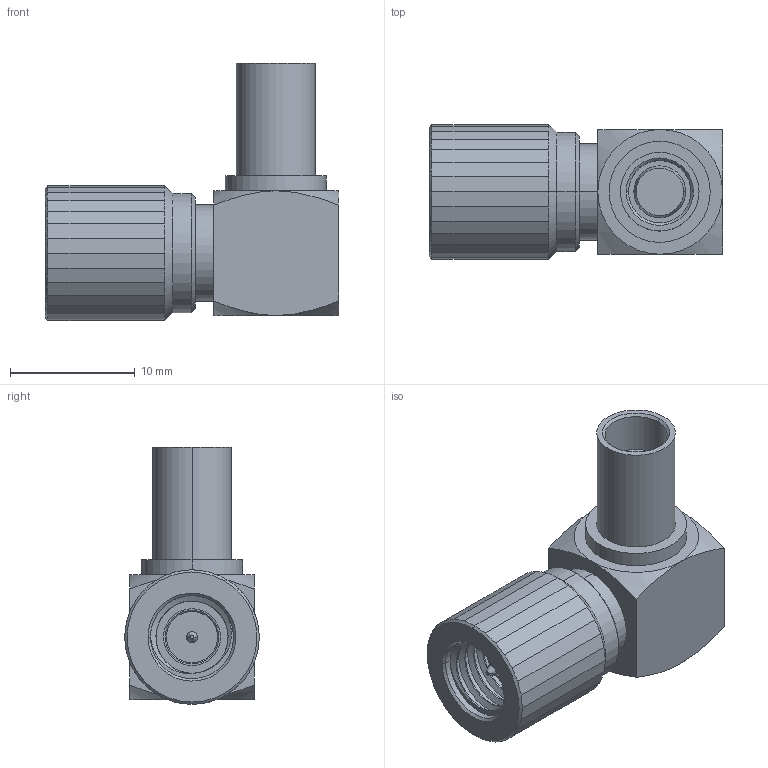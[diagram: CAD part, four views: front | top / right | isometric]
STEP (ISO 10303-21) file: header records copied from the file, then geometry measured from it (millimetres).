
FILE_DESCRIPTION((''),'2;1');
FILE_NAME('2','2021-08-26T',('Administrator'),(''),'PRO/ENGINEER BY PARAMETRIC TECHNOLOGY CORPORATION, 2012090','PRO/ENGINEER BY PARAMETRIC TECHNOLOGY CORPORATION, 2012090','');
FILE_SCHEMA(('CONFIG_CONTROL_DESIGN'));
Length unit declared in the file: millimetre
Products named in the file (1): 2
Bounding box: 23.5 x 10.8 x 20.6 mm (x, y, z)
Volume: 2193.4 mm3; surface area: 1697.1 mm2
Topology: 1 solids, 1 shells, 105 faces, 246 edges, 154 vertices
Faces by surface type: plane 47, cylinder 28, cone 24, bspline 6
Entity records: 4149 total; most frequent: CARTESIAN_POINT 1863, ORIENTED_EDGE 492, DIRECTION 412, EDGE_CURVE 246, AXIS2_PLACEMENT_3D 164, VERTEX_POINT 154, EDGE_LOOP 116, FACE_OUTER_BOUND 105
